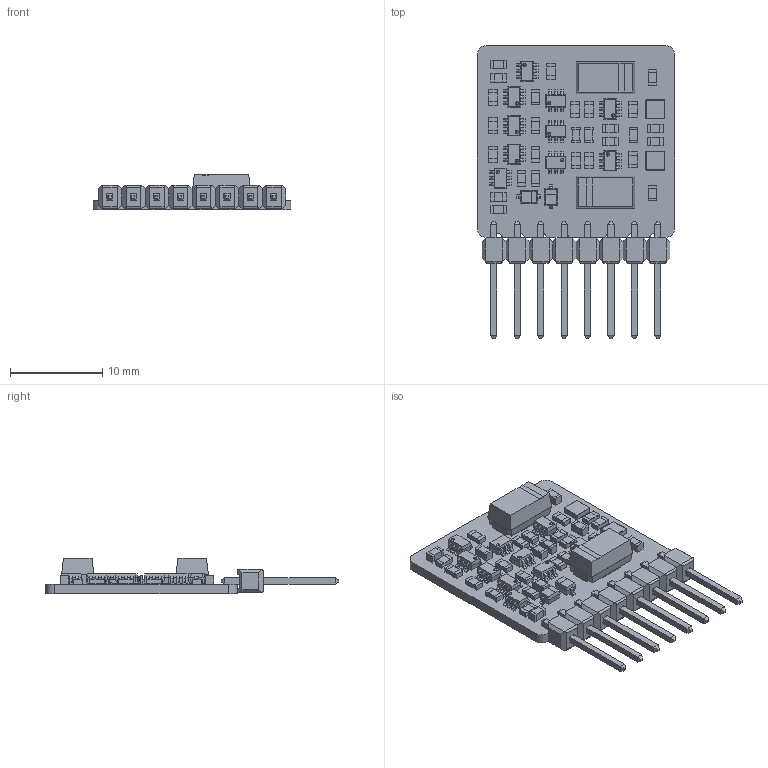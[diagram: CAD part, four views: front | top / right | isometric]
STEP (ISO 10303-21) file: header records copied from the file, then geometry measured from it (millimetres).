
FILE_DESCRIPTION (( 'STEP AP214' ), '1' );
FILE_NAME ('external_opa.STEP', '2021-12-08T17:10:25', ( '' ), ( '' ), 'SwSTEP 2.0', 'SolidWorks 2020', '' );
FILE_SCHEMA (( 'AUTOMOTIVE_DESIGN' ));
Length unit declared in the file: millimetre
Products named in the file (65): CAPMP6032X280N-3; Q2; D3; CAPMP6032X280N-5; Q3; DFN2020B-3; CAPMP6032X280N-4; R15; R4; CAPMP6032X280N-6; Q11; C1; R11; C1-subassembly-1; R9; User Library-1x8 TH Pitch 2_54mm_holder; C10; R5; R7; R1; R18; R6; R3; C2-subassembly-1; Q10; SOT363; C7; User Library-1x8 TH Pitch 2_54mm; Q7; Q9; Q4; C11; R12; R17; CAPMP6032X280N-1; CAP_0603; Q1; R19; R2; RES 0603 (1608 metric) ...
Assembly tree (116 placements, depth 4):
  external_opa
    C1
      C1-subassembly-1
        CAPMP6032X280N
        CAPMP6032X280N-1
        CAPMP6032X280N-2
        CAPMP6032X280N-3
        CAPMP6032X280N-4
        CAPMP6032X280N-5
        CAPMP6032X280N-6
        CAPMP6032X280N-7
    C2
      C2-subassembly-1
        CAPMP6032X280N
        CAPMP6032X280N-1
        CAPMP6032X280N-2
        CAPMP6032X280N-3
        CAPMP6032X280N-4
        CAPMP6032X280N-5
        CAPMP6032X280N-6
        CAPMP6032X280N-7
    C3
      CAP_0603
    C4
      CAP_0603
    C5
      CAP_0603
    D1
      SOT363
    D2
      User Library-SOD323-1
    Q2
      SOT363
    Q1
      SOT363
    Q3
      DFN2020B-3
    Q4
      SOT363
    Q5
      SOT363
    Q6
      SOT363
    Q7
      DFN2020B-3
    Q8
      SOT363
    R1
      RES 0603 (1608 metric)
    R2
      RES 0603 (1608 metric)
    R3
      RES 0603 (1608 metric)
    R4
      RES 0603 (1608 metric)
    R5
      RES 0603 (1608 metric)
    R6
      RES 0603 (1608 metric)
    R7
Bounding box: 21.4 x 31.75 x 3.86 mm (x, y, z)
Volume: 812.1 mm3; surface area: 2303.8 mm2
Topology: 68 solids, 68 shells, 2192 faces, 5612 edges, 3584 vertices
Faces by surface type: plane 1817, cylinder 315, bspline 24, sphere 20, torus 16
Entity records: 19895 total; most frequent: CARTESIAN_POINT 3000, DIRECTION 2627, ORIENTED_EDGE 2548, EDGE_CURVE 1274, VECTOR 1081, LINE 1081, VERTEX_POINT 818, AXIS2_PLACEMENT_3D 773
